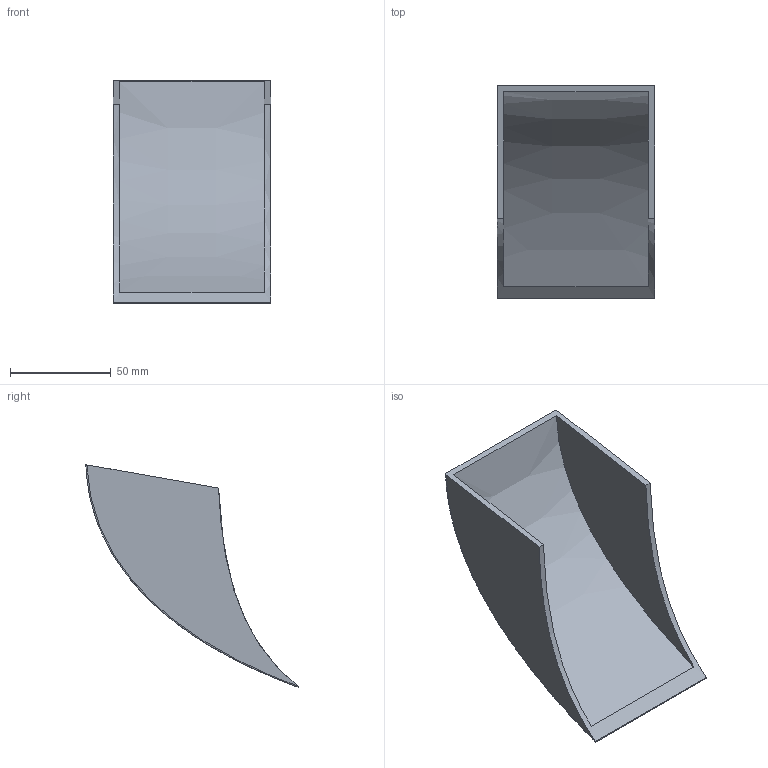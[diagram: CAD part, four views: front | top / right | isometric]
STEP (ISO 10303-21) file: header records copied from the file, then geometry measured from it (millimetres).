
FILE_DESCRIPTION(/* description */ (''),/* implementation_level */ '2;1');
FILE_NAME(/* name */ 'tobogan v18.step',/* time_stamp */ '2024-11-08T10:08:28-03:00',/* author */ (''),/* organization */ (''),/* preprocessor_version */ 'ST-DEVELOPER v20',/* originating_system */ 'Autodesk Translation Framework v13.20.0.188',/* authorisation */ '');
FILE_SCHEMA (('AUTOMOTIVE_DESIGN { 1 0 10303 214 3 1 1 }'));
Length unit declared in the file: millimetre
Products named in the file (1): tobogan
Bounding box: 78 x 105.44 x 110.6 mm (x, y, z)
Volume: 61597 mm3; surface area: 42855.9 mm2
Topology: 1 solids, 1 shells, 11 faces, 25 edges, 16 vertices
Faces by surface type: plane 6, bspline 5
Entity records: 948 total; most frequent: CARTESIAN_POINT 718, ORIENTED_EDGE 50, EDGE_CURVE 25, DIRECTION 21, B_SPLINE_CURVE_WITH_KNOTS 17, VERTEX_POINT 16, FACE_OUTER_BOUND 11, EDGE_LOOP 11
